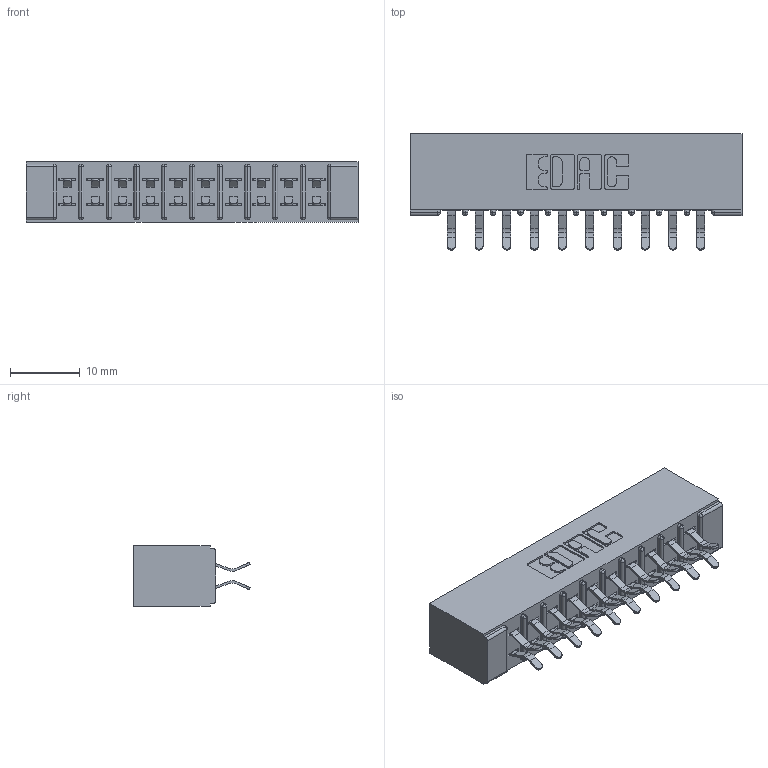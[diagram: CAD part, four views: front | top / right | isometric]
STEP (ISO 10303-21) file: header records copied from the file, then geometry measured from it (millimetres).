
FILE_DESCRIPTION (( 'STEP AP203' ), '1' );
FILE_NAME ('355-020-556-201.STEP', '2019-09-11T03:37:55', ( '' ), ( '' ), 'SwSTEP 2.0', 'SolidWorks 2016', '' );
FILE_SCHEMA (( 'CONFIG_CONTROL_DESIGN' ));
Length unit declared in the file: inch
Products named in the file (3): 305 Part_No Mounting; 305-290-001_556; 355-020-556-201
Assembly tree (21 placements, depth 2):
  355-020-556-201
    305 Part_No Mounting
    305-290-001_556  x20
Bounding box: 47.5 x 16.64 x 8.71 mm (x, y, z)
Volume: 3180.9 mm3; surface area: 5884.1 mm2
Topology: 21 solids, 21 shells, 1228 faces, 3522 edges, 2292 vertices
Faces by surface type: plane 684, cylinder 504, sphere 40
Entity records: 14667 total; most frequent: CARTESIAN_POINT 2428, ORIENTED_EDGE 2404, DIRECTION 2376, EDGE_CURVE 1202, LINE 936, VECTOR 936, VERTEX_POINT 772, AXIS2_PLACEMENT_3D 720
